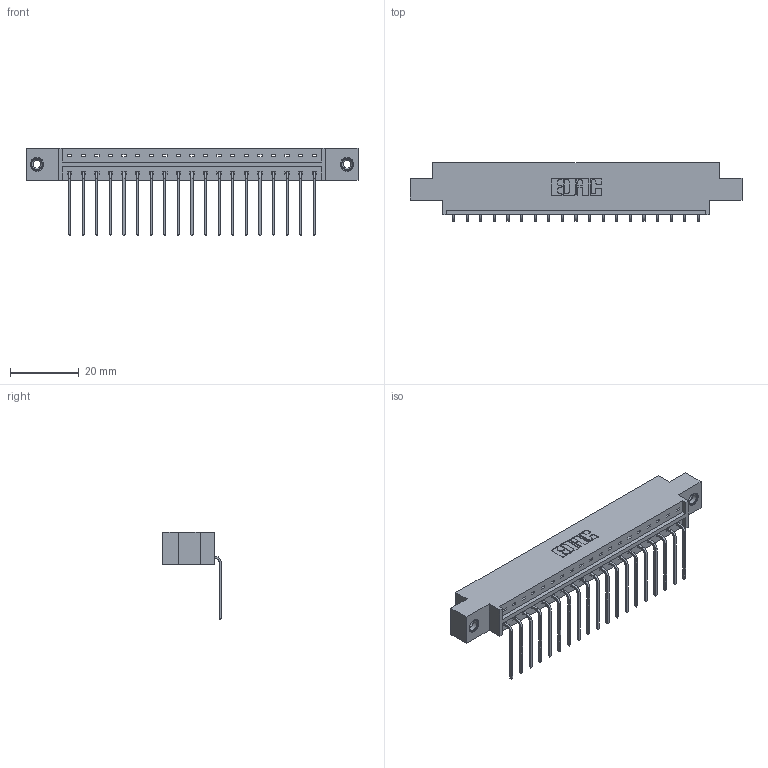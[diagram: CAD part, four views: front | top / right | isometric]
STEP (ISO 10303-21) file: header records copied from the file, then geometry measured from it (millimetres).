
FILE_DESCRIPTION (( 'STEP AP203' ), '1' );
FILE_NAME ('333-019-559-608.STEP', '2018-08-01T23:28:35', ( '' ), ( '' ), 'SwSTEP 2.0', 'SolidWorks 2016', '' );
FILE_SCHEMA (( 'CONFIG_CONTROL_DESIGN' ));
Length unit declared in the file: inch
Products named in the file (4): 333 Part_Offset - .156 Dia - TI; 345-292-001_558 559 Tail - 1; 345-250-001_345-250-003-102; 333-019-559-608
Assembly tree (22 placements, depth 2):
  333-019-559-608
    333 Part_Offset - .156 Dia - TI
    345-292-001_558 559 Tail - 1  x19
    345-250-001_345-250-003-102  x2
Bounding box: 96.82 x 17.09 x 25.53 mm (x, y, z)
Volume: 9374.5 mm3; surface area: 10604.5 mm2
Topology: 22 solids, 22 shells, 1318 faces, 3917 edges, 2578 vertices
Faces by surface type: plane 942, cylinder 360, cone 12, torus 4
Entity records: 15992 total; most frequent: CARTESIAN_POINT 2746, ORIENTED_EDGE 2694, DIRECTION 2395, EDGE_CURVE 1347, VECTOR 1199, LINE 1199, VERTEX_POINT 892, AXIS2_PLACEMENT_3D 598
